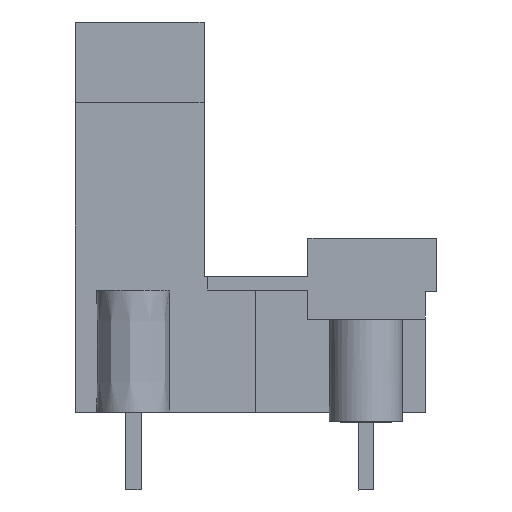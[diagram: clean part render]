
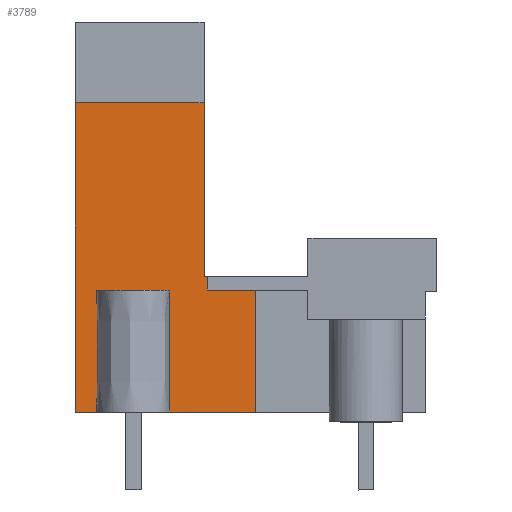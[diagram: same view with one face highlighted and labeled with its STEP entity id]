
A CAD part, left-side view. The second image highlights one B-rep face of the part: STEP entity #3789.
In plain terms, the highlighted planar face has unit normal (-1, 0, 0).
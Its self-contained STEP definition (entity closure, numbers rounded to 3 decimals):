
#3737=AXIS2_PLACEMENT_3D('Plane Axis2P3D',#3734,#3735,#3736) ;
#1185=CARTESIAN_POINT('Vertex',(3.84,11.84,5.1)) ;
#1188=CARTESIAN_POINT('Line Origine',(3.84,14.846,5.1)) ;
#1192=CARTESIAN_POINT('Vertex',(3.84,17.853,5.1)) ;
#1236=CARTESIAN_POINT('Vertex',(3.84,21.887,5.1)) ;
#1239=CARTESIAN_POINT('Line Origine',(3.84,22.779,5.1)) ;
#1243=CARTESIAN_POINT('Vertex',(3.84,23.67,5.1)) ;
#2667=CARTESIAN_POINT('Line Origine',(3.84,15.04,13.55)) ;
#2671=CARTESIAN_POINT('Vertex',(3.84,15.04,14.)) ;
#2673=CARTESIAN_POINT('Vertex',(3.84,15.04,13.1)) ;
#2705=CARTESIAN_POINT('Line Origine',(3.84,13.44,13.1)) ;
#2709=CARTESIAN_POINT('Vertex',(3.84,11.84,13.1)) ;
#2855=CARTESIAN_POINT('Vertex',(3.84,15.24,14.)) ;
#2858=CARTESIAN_POINT('Line Origine',(3.84,15.14,14.)) ;
#3508=CARTESIAN_POINT('Line Origine',(3.84,23.67,15.23)) ;
#3512=CARTESIAN_POINT('Vertex',(3.84,23.67,25.36)) ;
#3734=CARTESIAN_POINT('Axis2P3D Location',(3.84,23.67,4.5)) ;
#3739=CARTESIAN_POINT('Line Origine',(3.84,19.455,25.36)) ;
#3743=CARTESIAN_POINT('Vertex',(3.84,15.24,25.36)) ;
#3746=CARTESIAN_POINT('Line Origine',(3.84,21.887,9.1)) ;
#3750=CARTESIAN_POINT('Vertex',(3.84,21.887,13.1)) ;
#3753=CARTESIAN_POINT('Line Origine',(3.84,19.87,13.1)) ;
#3757=CARTESIAN_POINT('Vertex',(3.84,17.853,13.1)) ;
#3760=CARTESIAN_POINT('Line Origine',(3.84,17.853,9.1)) ;
#3765=CARTESIAN_POINT('Line Origine',(3.84,11.84,9.1)) ;
#3770=CARTESIAN_POINT('Line Origine',(3.84,15.24,19.68)) ;
#1189=DIRECTION('Vector Direction',(0.,-1.,0.)) ;
#1240=DIRECTION('Vector Direction',(0.,-1.,0.)) ;
#2668=DIRECTION('Vector Direction',(0.,0.,-1.)) ;
#2706=DIRECTION('Vector Direction',(0.,1.,0.)) ;
#2859=DIRECTION('Vector Direction',(0.,1.,0.)) ;
#3509=DIRECTION('Vector Direction',(0.,0.,1.)) ;
#3735=DIRECTION('Axis2P3D Direction',(-1.,0.,0.)) ;
#3736=DIRECTION('Axis2P3D XDirection',(0.,-1.,0.)) ;
#3740=DIRECTION('Vector Direction',(0.,-1.,0.)) ;
#3747=DIRECTION('Vector Direction',(0.,0.,1.)) ;
#3754=DIRECTION('Vector Direction',(0.,1.,0.)) ;
#3761=DIRECTION('Vector Direction',(0.,0.,1.)) ;
#3766=DIRECTION('Vector Direction',(0.,0.,1.)) ;
#3771=DIRECTION('Vector Direction',(0.,0.,-1.)) ;
#1190=VECTOR('Line Direction',#1189,1.) ;
#1241=VECTOR('Line Direction',#1240,1.) ;
#2669=VECTOR('Line Direction',#2668,1.) ;
#2707=VECTOR('Line Direction',#2706,1.) ;
#2860=VECTOR('Line Direction',#2859,1.) ;
#3510=VECTOR('Line Direction',#3509,1.) ;
#3741=VECTOR('Line Direction',#3740,1.) ;
#3748=VECTOR('Line Direction',#3747,1.) ;
#3755=VECTOR('Line Direction',#3754,1.) ;
#3762=VECTOR('Line Direction',#3761,1.) ;
#3767=VECTOR('Line Direction',#3766,1.) ;
#3772=VECTOR('Line Direction',#3771,1.) ;
#3776=ORIENTED_EDGE('',*,*,#3745,.T.) ;
#3777=ORIENTED_EDGE('',*,*,#3514,.T.) ;
#3778=ORIENTED_EDGE('',*,*,#1245,.T.) ;
#3779=ORIENTED_EDGE('',*,*,#3752,.T.) ;
#3780=ORIENTED_EDGE('',*,*,#3759,.F.) ;
#3781=ORIENTED_EDGE('',*,*,#3764,.F.) ;
#3782=ORIENTED_EDGE('',*,*,#1194,.T.) ;
#3783=ORIENTED_EDGE('',*,*,#3769,.T.) ;
#3784=ORIENTED_EDGE('',*,*,#2711,.T.) ;
#3785=ORIENTED_EDGE('',*,*,#2675,.F.) ;
#3786=ORIENTED_EDGE('',*,*,#2862,.F.) ;
#3787=ORIENTED_EDGE('',*,*,#3774,.F.) ;
#3789=ADVANCED_FACE('HOUSING',(#3788),#3738,.T.) ;
#1194=EDGE_CURVE('',#1193,#1186,#1191,.T.) ;
#1245=EDGE_CURVE('',#1244,#1237,#1242,.T.) ;
#2675=EDGE_CURVE('',#2672,#2674,#2670,.T.) ;
#2711=EDGE_CURVE('',#2710,#2674,#2708,.T.) ;
#2862=EDGE_CURVE('',#2856,#2672,#2861,.F.) ;
#3514=EDGE_CURVE('',#3513,#1244,#3511,.F.) ;
#3745=EDGE_CURVE('',#3744,#3513,#3742,.F.) ;
#3752=EDGE_CURVE('',#1237,#3751,#3749,.T.) ;
#3759=EDGE_CURVE('',#3758,#3751,#3756,.T.) ;
#3764=EDGE_CURVE('',#1193,#3758,#3763,.T.) ;
#3769=EDGE_CURVE('',#1186,#2710,#3768,.T.) ;
#3774=EDGE_CURVE('',#3744,#2856,#3773,.T.) ;
#3775=EDGE_LOOP('',(#3776,#3777,#3778,#3779,#3780,#3781,#3782,#3783,#3784,#3785,#3786,#3787)) ;
#3788=FACE_OUTER_BOUND('',#3775,.T.) ;
#1191=LINE('Line',#1188,#1190) ;
#1242=LINE('Line',#1239,#1241) ;
#2670=LINE('Line',#2667,#2669) ;
#2708=LINE('Line',#2705,#2707) ;
#2861=LINE('Line',#2858,#2860) ;
#3511=LINE('Line',#3508,#3510) ;
#3742=LINE('Line',#3739,#3741) ;
#3749=LINE('Line',#3746,#3748) ;
#3756=LINE('Line',#3753,#3755) ;
#3763=LINE('Line',#3760,#3762) ;
#3768=LINE('Line',#3765,#3767) ;
#3773=LINE('Line',#3770,#3772) ;
#3738=PLANE('',#3737) ;
#1186=VERTEX_POINT('',#1185) ;
#1193=VERTEX_POINT('',#1192) ;
#1237=VERTEX_POINT('',#1236) ;
#1244=VERTEX_POINT('',#1243) ;
#2672=VERTEX_POINT('',#2671) ;
#2674=VERTEX_POINT('',#2673) ;
#2710=VERTEX_POINT('',#2709) ;
#2856=VERTEX_POINT('',#2855) ;
#3513=VERTEX_POINT('',#3512) ;
#3744=VERTEX_POINT('',#3743) ;
#3751=VERTEX_POINT('',#3750) ;
#3758=VERTEX_POINT('',#3757) ;
